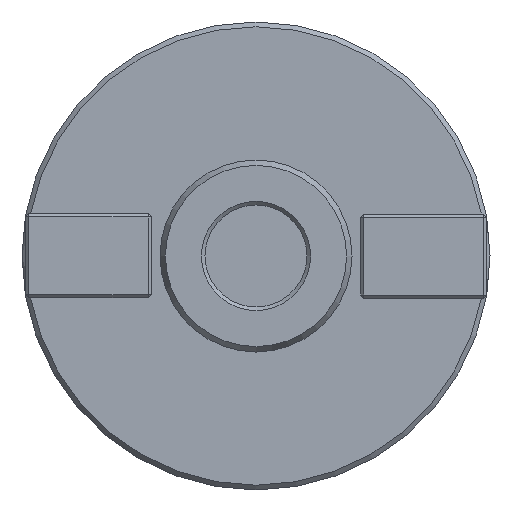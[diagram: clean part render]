
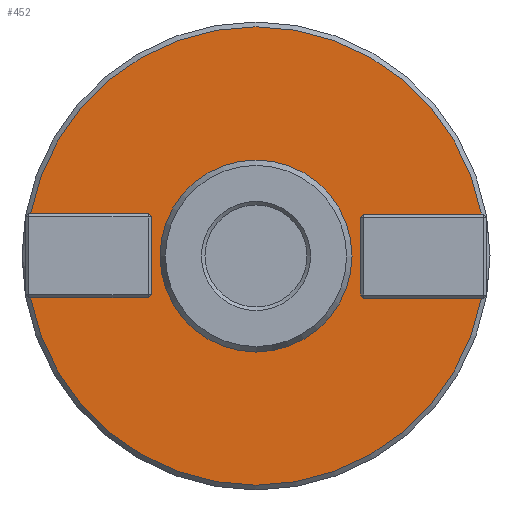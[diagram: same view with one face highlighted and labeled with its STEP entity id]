
A CAD part, left-side view. The second image highlights one B-rep face of the part: STEP entity #452.
In plain terms, the highlighted planar face has unit normal (-1, 0, 0).
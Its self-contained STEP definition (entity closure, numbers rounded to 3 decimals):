
#159=FACE_BOUND('',#711,.T.);
#160=FACE_BOUND('',#712,.T.);
#211=LINE('',#2490,#331);
#212=LINE('',#2492,#332);
#213=LINE('',#2494,#333);
#214=LINE('',#2496,#334);
#215=LINE('',#2498,#335);
#216=LINE('',#2502,#336);
#217=LINE('',#2504,#337);
#218=LINE('',#2506,#338);
#219=LINE('',#2508,#339);
#220=LINE('',#2510,#340);
#331=VECTOR('',#2011,1.);
#332=VECTOR('',#2012,1.);
#333=VECTOR('',#2013,1.);
#334=VECTOR('',#2014,1.);
#335=VECTOR('',#2015,1.);
#336=VECTOR('',#2018,1.);
#337=VECTOR('',#2019,1.);
#338=VECTOR('',#2020,1.);
#339=VECTOR('',#2021,1.);
#340=VECTOR('',#2022,1.);
#452=ADVANCED_FACE('',(#159,#160),#565,.F.);
#565=PLANE('',#1829);
#711=EDGE_LOOP('',(#849,#850,#851,#852,#853,#854,#855,#856,#857,#858,#859,
#860));
#712=EDGE_LOOP('',(#861));
#849=ORIENTED_EDGE('',*,*,#1514,.T.);
#850=ORIENTED_EDGE('',*,*,#1515,.T.);
#851=ORIENTED_EDGE('',*,*,#1516,.T.);
#852=ORIENTED_EDGE('',*,*,#1517,.T.);
#853=ORIENTED_EDGE('',*,*,#1518,.T.);
#854=ORIENTED_EDGE('',*,*,#1519,.T.);
#855=ORIENTED_EDGE('',*,*,#1520,.T.);
#856=ORIENTED_EDGE('',*,*,#1521,.T.);
#857=ORIENTED_EDGE('',*,*,#1522,.T.);
#858=ORIENTED_EDGE('',*,*,#1523,.T.);
#859=ORIENTED_EDGE('',*,*,#1524,.T.);
#860=ORIENTED_EDGE('',*,*,#1525,.T.);
#861=ORIENTED_EDGE('',*,*,#1526,.F.);
#1349=VERTEX_POINT('',#2488);
#1350=VERTEX_POINT('',#2489);
#1351=VERTEX_POINT('',#2491);
#1352=VERTEX_POINT('',#2493);
#1353=VERTEX_POINT('',#2495);
#1354=VERTEX_POINT('',#2497);
#1355=VERTEX_POINT('',#2499);
#1356=VERTEX_POINT('',#2501);
#1357=VERTEX_POINT('',#2503);
#1358=VERTEX_POINT('',#2505);
#1359=VERTEX_POINT('',#2507);
#1360=VERTEX_POINT('',#2509);
#1361=VERTEX_POINT('',#2512);
#1514=EDGE_CURVE('',#1349,#1350,#1764,.T.);
#1515=EDGE_CURVE('',#1350,#1351,#211,.T.);
#1516=EDGE_CURVE('',#1351,#1352,#212,.T.);
#1517=EDGE_CURVE('',#1352,#1353,#213,.T.);
#1518=EDGE_CURVE('',#1353,#1354,#214,.T.);
#1519=EDGE_CURVE('',#1354,#1355,#215,.T.);
#1520=EDGE_CURVE('',#1355,#1356,#1765,.T.);
#1521=EDGE_CURVE('',#1356,#1357,#216,.T.);
#1522=EDGE_CURVE('',#1357,#1358,#217,.T.);
#1523=EDGE_CURVE('',#1358,#1359,#218,.T.);
#1524=EDGE_CURVE('',#1359,#1360,#219,.T.);
#1525=EDGE_CURVE('',#1360,#1349,#220,.T.);
#1526=EDGE_CURVE('',#1361,#1361,#1766,.T.);
#1764=CIRCLE('',#1826,38.2);
#1765=CIRCLE('',#1827,38.2);
#1766=CIRCLE('',#1828,16.);
#1826=AXIS2_PLACEMENT_3D('',#2487,#2009,#2010);
#1827=AXIS2_PLACEMENT_3D('',#2500,#2016,#2017);
#1828=AXIS2_PLACEMENT_3D('',#2511,#2023,#2024);
#1829=AXIS2_PLACEMENT_3D('',#2513,#2025,#2026);
#2009=DIRECTION('',(-1.,0.,0.));
#2010=DIRECTION('',(0.,0.,-1.));
#2011=DIRECTION('',(0.,1.,0.));
#2012=DIRECTION('',(0.,0.707,0.707));
#2013=DIRECTION('',(0.,0.,1.));
#2014=DIRECTION('',(0.,-0.707,0.707));
#2015=DIRECTION('',(0.,-1.,0.));
#2016=DIRECTION('',(-1.,0.,0.));
#2017=DIRECTION('',(0.,0.,-1.));
#2018=DIRECTION('',(0.,-1.,0.));
#2019=DIRECTION('',(0.,-0.707,-0.707));
#2020=DIRECTION('',(0.,0.,-1.));
#2021=DIRECTION('',(0.,0.707,-0.707));
#2022=DIRECTION('',(0.,1.,0.));
#2023=DIRECTION('',(-1.,0.,0.));
#2024=DIRECTION('',(0.,0.,-1.));
#2025=DIRECTION('',(1.,0.,0.));
#2026=DIRECTION('',(0.,0.,-1.));
#2487=CARTESIAN_POINT('',(24.,0.,0.));
#2488=CARTESIAN_POINT('',(24.,37.553,-7.));
#2489=CARTESIAN_POINT('',(24.,-37.553,-7.));
#2490=CARTESIAN_POINT('',(24.,17.435,-7.));
#2491=CARTESIAN_POINT('',(24.,-17.95,-7.));
#2492=CARTESIAN_POINT('',(24.,3.243,14.193));
#2493=CARTESIAN_POINT('',(24.,-17.45,-6.5));
#2494=CARTESIAN_POINT('',(24.,-17.45,0.));
#2495=CARTESIAN_POINT('',(24.,-17.45,6.5));
#2496=CARTESIAN_POINT('',(24.,3.243,-14.193));
#2497=CARTESIAN_POINT('',(24.,-17.95,7.));
#2498=CARTESIAN_POINT('',(24.,17.435,7.));
#2499=CARTESIAN_POINT('',(24.,-37.553,7.));
#2500=CARTESIAN_POINT('',(24.,0.,0.));
#2501=CARTESIAN_POINT('',(24.,37.553,7.));
#2502=CARTESIAN_POINT('',(24.,17.435,7.));
#2503=CARTESIAN_POINT('',(24.,17.95,7.));
#2504=CARTESIAN_POINT('',(24.,14.193,3.243));
#2505=CARTESIAN_POINT('',(24.,17.45,6.5));
#2506=CARTESIAN_POINT('',(24.,17.45,0.));
#2507=CARTESIAN_POINT('',(24.,17.45,-6.5));
#2508=CARTESIAN_POINT('',(24.,14.193,-3.243));
#2509=CARTESIAN_POINT('',(24.,17.95,-7.));
#2510=CARTESIAN_POINT('',(24.,17.435,-7.));
#2511=CARTESIAN_POINT('',(24.,0.,0.));
#2512=CARTESIAN_POINT('',(24.,0.,-16.));
#2513=CARTESIAN_POINT('',(24.,17.435,0.));
